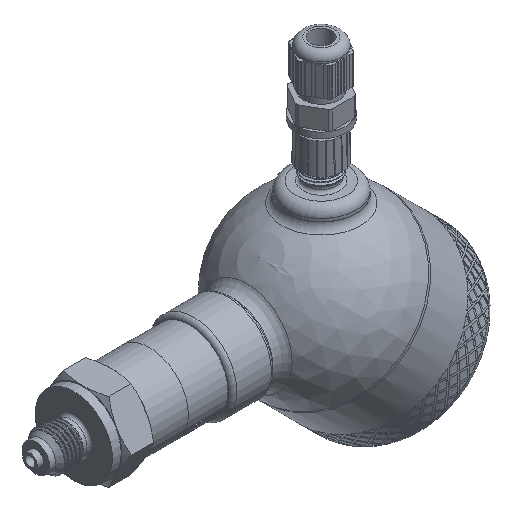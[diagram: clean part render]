
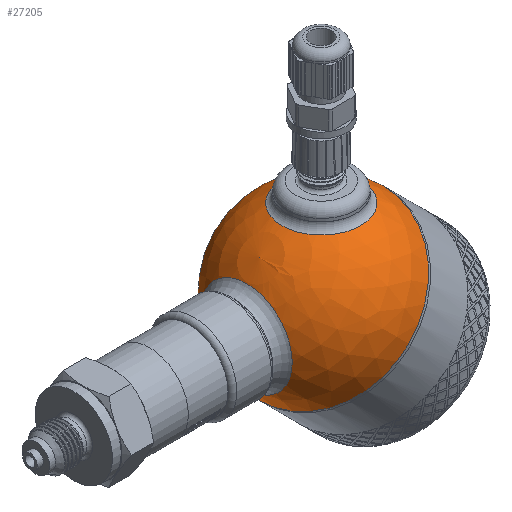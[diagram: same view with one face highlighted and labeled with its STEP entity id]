
A CAD part, isometric view. The second image highlights one B-rep face of the part: STEP entity #27205.
In plain terms, the highlighted spherical face has radius 30 mm.
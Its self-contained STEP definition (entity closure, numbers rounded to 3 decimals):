
#65=SPHERICAL_SURFACE('',#28856,30.);
#145=FACE_BOUND('',#3811,.T.);
#146=FACE_BOUND('',#3812,.T.);
#2076=FACE_OUTER_BOUND('',#3810,.T.);
#3810=EDGE_LOOP('',(#19632,#19633,#19634,#19635));
#3811=EDGE_LOOP('',(#19636));
#3812=EDGE_LOOP('',(#19637));
#5454=CIRCLE('',#28779,30.);
#5455=CIRCLE('',#28780,30.);
#5482=CIRCLE('',#28852,13.5);
#5485=CIRCLE('',#28857,30.);
#5486=CIRCLE('',#28858,15.643);
#10829=VERTEX_POINT('',#37418);
#10830=VERTEX_POINT('',#37420);
#11305=VERTEX_POINT('',#43482);
#11307=VERTEX_POINT('',#43489);
#11308=VERTEX_POINT('',#43491);
#13735=EDGE_CURVE('',#10829,#10830,#5454,.T.);
#13736=EDGE_CURVE('',#10830,#10829,#5455,.T.);
#14451=EDGE_CURVE('',#11305,#11305,#5482,.T.);
#14454=EDGE_CURVE('',#10830,#11307,#5485,.T.);
#14455=EDGE_CURVE('',#11308,#11308,#5486,.T.);
#19632=ORIENTED_EDGE('',*,*,#13736,.F.);
#19633=ORIENTED_EDGE('',*,*,#14454,.T.);
#19634=ORIENTED_EDGE('',*,*,#14454,.F.);
#19635=ORIENTED_EDGE('',*,*,#13735,.F.);
#19636=ORIENTED_EDGE('',*,*,#14455,.F.);
#19637=ORIENTED_EDGE('',*,*,#14451,.F.);
#27205=ADVANCED_FACE('',(#2076,#145,#146),#65,.T.);
#28779=AXIS2_PLACEMENT_3D('',#37421,#30256,#30257);
#28780=AXIS2_PLACEMENT_3D('',#37422,#30258,#30259);
#28852=AXIS2_PLACEMENT_3D('',#43483,#30654,#30655);
#28856=AXIS2_PLACEMENT_3D('',#43488,#30662,#30663);
#28857=AXIS2_PLACEMENT_3D('',#43490,#30664,#30665);
#28858=AXIS2_PLACEMENT_3D('',#43492,#30666,#30667);
#30256=DIRECTION('center_axis',(1.,0.,0.));
#30257=DIRECTION('ref_axis',(0.,1.,0.));
#30258=DIRECTION('center_axis',(1.,0.,0.));
#30259=DIRECTION('ref_axis',(0.,1.,0.));
#30654=DIRECTION('center_axis',(-0.707,0.,-0.707));
#30655=DIRECTION('ref_axis',(-0.707,0.,0.707));
#30662=DIRECTION('center_axis',(1.,0.,0.));
#30663=DIRECTION('ref_axis',(0.,-1.,0.));
#30664=DIRECTION('center_axis',(0.,0.,1.));
#30665=DIRECTION('ref_axis',(0.,1.,0.));
#30666=DIRECTION('center_axis',(-0.707,0.,0.707));
#30667=DIRECTION('ref_axis',(0.707,0.,0.707));
#37418=CARTESIAN_POINT('',(0.,-30.,0.));
#37420=CARTESIAN_POINT('',(0.,30.,0.));
#37421=CARTESIAN_POINT('Origin',(0.,0.,0.));
#37422=CARTESIAN_POINT('Origin',(0.,0.,0.));
#43482=CARTESIAN_POINT('',(-9.398,0.,-28.49));
#43483=CARTESIAN_POINT('Origin',(-18.944,0.,-18.944));
#43488=CARTESIAN_POINT('Origin',(0.,0.,0.));
#43489=CARTESIAN_POINT('',(-30.,0.,0.));
#43490=CARTESIAN_POINT('Origin',(0.,0.,0.));
#43491=CARTESIAN_POINT('',(-29.162,0.,7.04));
#43492=CARTESIAN_POINT('Origin',(-18.101,0.,18.101));
